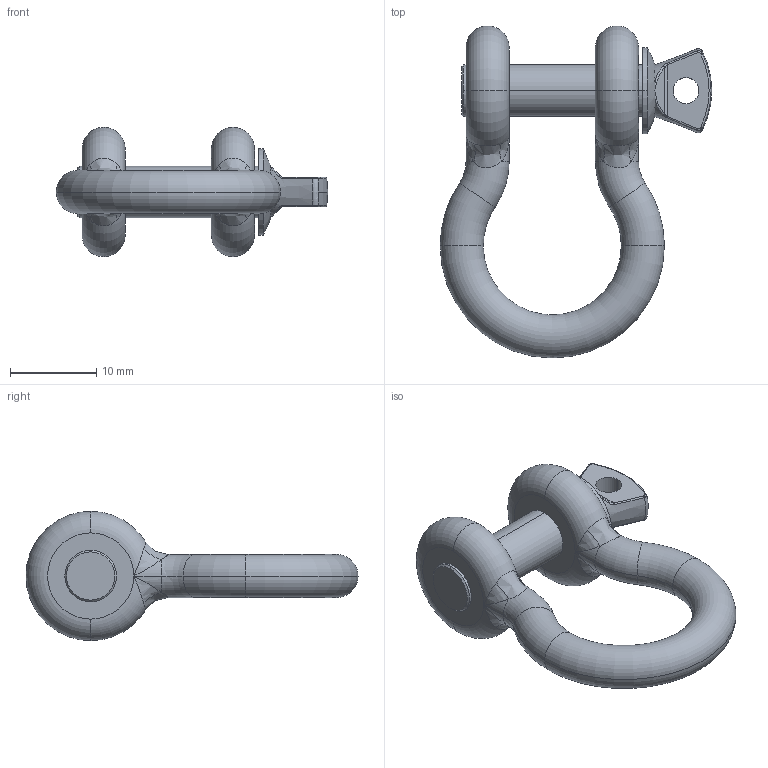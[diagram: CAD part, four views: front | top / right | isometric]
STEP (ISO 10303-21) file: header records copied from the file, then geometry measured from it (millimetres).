
FILE_DESCRIPTION (( 'STEP AP203' ), '1' );
FILE_NAME ('T39100.STEP', '2018-07-23T10:36:43', ( '' ), ( '' ), 'SwSTEP 2.0', 'SolidWorks 2016', '' );
FILE_SCHEMA (( 'CONFIG_CONTROL_DESIGN' ));
Length unit declared in the file: millimetre
Products named in the file (1): T39100
Bounding box: 31.5 x 38.5 x 15 mm (x, y, z)
Volume: 3192.2 mm3; surface area: 2242.3 mm2
Topology: 1 solids, 1 shells, 89 faces, 209 edges, 113 vertices
Faces by surface type: bspline 32, torus 21, cylinder 18, plane 10, cone 4, sphere 4
Entity records: 3507 total; most frequent: CARTESIAN_POINT 1624, ORIENTED_EDGE 394, DIRECTION 372, EDGE_CURVE 197, AXIS2_PLACEMENT_3D 177, CIRCLE 119, VERTEX_POINT 113, EDGE_LOOP 96
